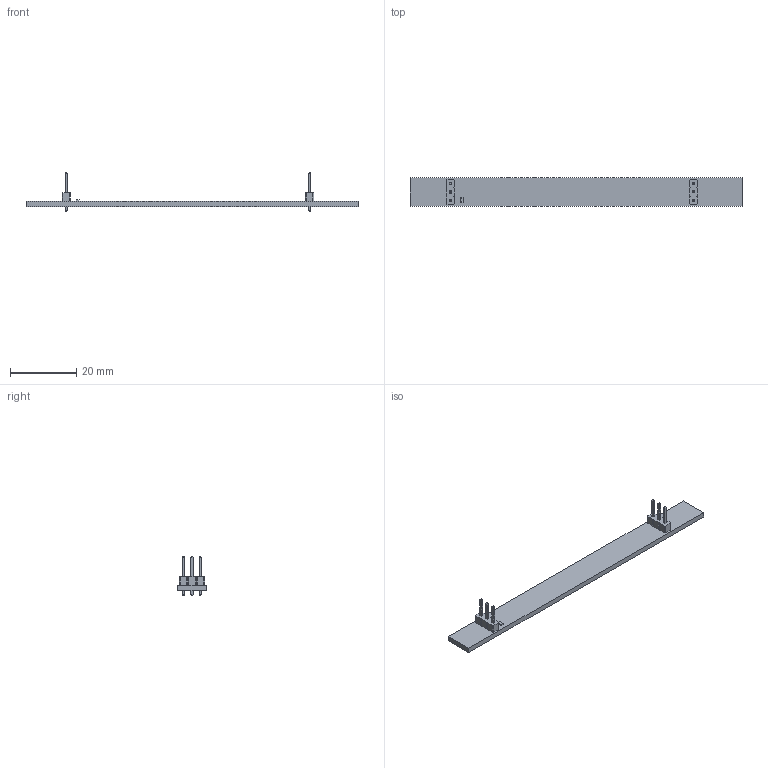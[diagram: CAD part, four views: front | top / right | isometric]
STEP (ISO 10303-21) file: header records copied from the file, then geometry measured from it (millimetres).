
FILE_DESCRIPTION(('KiCad electronic assembly'),'2;1');
FILE_NAME('EC10-Test-PCB.step','2025-02-16T15:50:40',('Pcbnew'),('Kicad' ),'Open CASCADE STEP processor 7.8','KiCad to STEP converter', 'Unknown');
FILE_SCHEMA(('AUTOMOTIVE_DESIGN { 1 0 10303 214 1 1 1 1 }'));
Length unit declared in the file: millimetre
Products named in the file (6): EC10-Test-PCB 1; R_0603_1608Metric; PinHeader_1x03_P2.54mm_Vertical; PinHeader_1x03_P254mm_Vertical; EC10-Test-PCB_PCB
Assembly tree (6 placements, depth 3):
  EC10-Test-PCB 1
    R_0603_1608Metric
      R_0603_1608Metric
    PinHeader_1x03_P2.54mm_Vertical  x2
      PinHeader_1x03_P254mm_Vertical
    EC10-Test-PCB_PCB
Bounding box: 100.15 x 8.7 x 11.54 mm (x, y, z)
Volume: 1505.2 mm3; surface area: 2431.6 mm2
Topology: 4 solids, 4 shells, 190 faces, 458 edges, 288 vertices
Faces by surface type: plane 176, cylinder 14
Full cylindrical faces by diameter (mm): 1 x6
Entity records: 4124 total; most frequent: CARTESIAN_POINT 575, ORIENTED_EDGE 556, DIRECTION 548, EDGE_CURVE 278, LINE 250, VECTOR 250, VERTEX_POINT 176, AXIS2_PLACEMENT_3D 149
